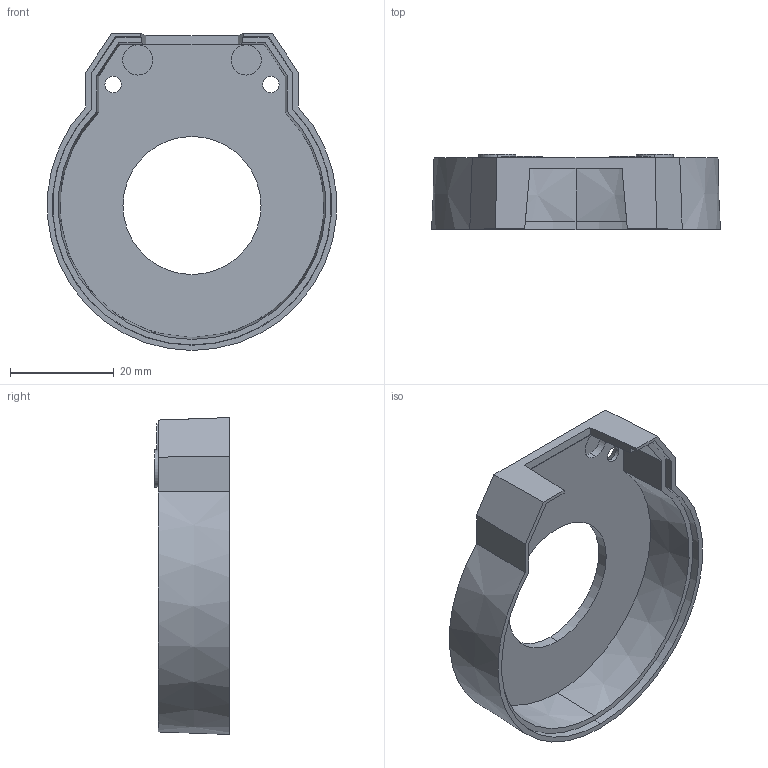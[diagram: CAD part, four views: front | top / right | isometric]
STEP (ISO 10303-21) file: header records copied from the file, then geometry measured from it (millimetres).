
FILE_DESCRIPTION (( 'STEP AP203' ), '1' );
FILE_NAME ('E3-X-1000-X-H-D-X-1_01_sldprt.STEP', '2016-06-02T17:08:02', ( 'Shusen Zhang' ), ( 'MathWorks' ), 'SwSTEP 2.0', 'SolidWorks 2015', '' );
FILE_SCHEMA (( 'CONFIG_CONTROL_DESIGN' ));
Length unit declared in the file: inch
Products named in the file (1): E3-X-1000-X-H-D-X-1_01_sldprt
Bounding box: 55.8 x 14.4 x 61.21 mm (x, y, z)
Volume: 7923.5 mm3; surface area: 8817.9 mm2
Topology: 1 solids, 1 shells, 59 faces, 155 edges, 102 vertices
Faces by surface type: plane 29, cylinder 20, cone 10
Entity records: 1934 total; most frequent: CARTESIAN_POINT 335, DIRECTION 329, ORIENTED_EDGE 310, EDGE_CURVE 155, AXIS2_PLACEMENT_3D 120, VERTEX_POINT 102, VECTOR 89, LINE 89
